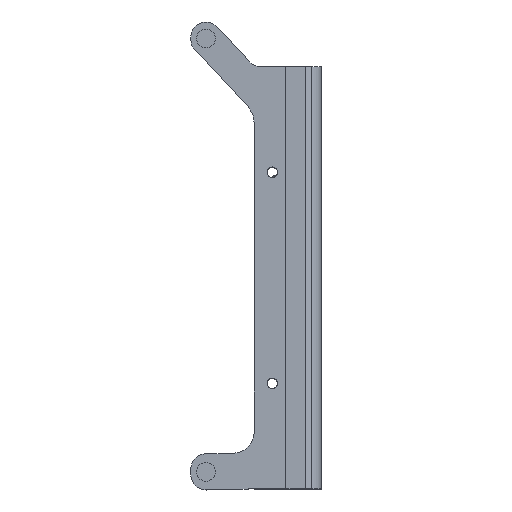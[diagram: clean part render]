
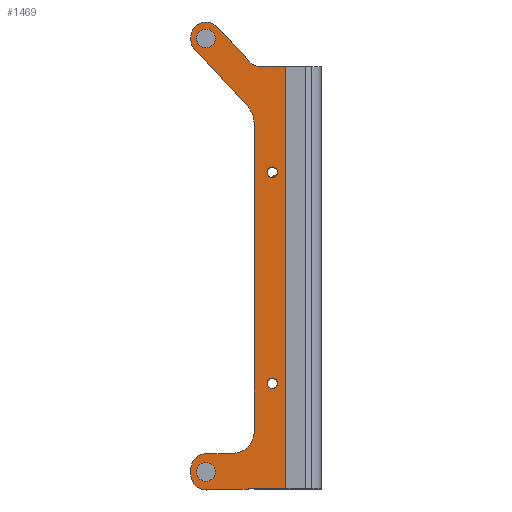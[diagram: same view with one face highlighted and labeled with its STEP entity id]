
A CAD part, top view. The second image highlights one B-rep face of the part: STEP entity #1469.
In plain terms, the highlighted face is planar.
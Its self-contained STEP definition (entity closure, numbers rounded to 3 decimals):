
#69=FACE_BOUND('',#540,.T.);
#70=FACE_BOUND('',#541,.T.);
#71=FACE_BOUND('',#542,.T.);
#72=FACE_BOUND('',#543,.T.);
#147=LINE('',#2805,#278);
#161=LINE('',#2836,#292);
#164=LINE('',#2843,#295);
#165=LINE('',#2844,#296);
#166=LINE('',#2848,#297);
#167=LINE('',#2852,#298);
#168=LINE('',#2856,#299);
#169=LINE('',#2861,#300);
#170=LINE('',#2865,#301);
#171=LINE('',#2868,#302);
#278=VECTOR('',#1905,1000.);
#292=VECTOR('',#1925,1000.);
#295=VECTOR('',#1930,1000.);
#296=VECTOR('',#1931,1000.);
#297=VECTOR('',#1934,1000.);
#298=VECTOR('',#1937,1000.);
#299=VECTOR('',#1940,1000.);
#300=VECTOR('',#1945,1000.);
#301=VECTOR('',#1948,1000.);
#302=VECTOR('',#1951,1000.);
#371=PLANE('',#1616);
#446=FACE_OUTER_BOUND('',#539,.T.);
#539=EDGE_LOOP('',(#1195,#1196,#1197,#1198,#1199,#1200,#1201,#1202,#1203,
#1204,#1205,#1206,#1207,#1208,#1209,#1210,#1211));
#540=EDGE_LOOP('',(#1212));
#541=EDGE_LOOP('',(#1213));
#542=EDGE_LOOP('',(#1214));
#543=EDGE_LOOP('',(#1215));
#629=CIRCLE('',#1570,3.1);
#631=CIRCLE('',#1573,3.1);
#633=CIRCLE('',#1576,1.75);
#635=CIRCLE('',#1579,1.75);
#657=CIRCLE('',#1617,5.);
#658=CIRCLE('',#1618,5.);
#659=CIRCLE('',#1619,5.);
#660=CIRCLE('',#1620,8.648);
#661=CIRCLE('',#1621,7.);
#662=CIRCLE('',#1622,5.);
#663=CIRCLE('',#1623,5.);
#719=VERTEX_POINT('',#2704);
#721=VERTEX_POINT('',#2710);
#723=VERTEX_POINT('',#2716);
#725=VERTEX_POINT('',#2722);
#753=VERTEX_POINT('',#2802);
#754=VERTEX_POINT('',#2804);
#767=VERTEX_POINT('',#2833);
#768=VERTEX_POINT('',#2835);
#770=VERTEX_POINT('',#2841);
#771=VERTEX_POINT('',#2842);
#772=VERTEX_POINT('',#2845);
#773=VERTEX_POINT('',#2847);
#774=VERTEX_POINT('',#2849);
#775=VERTEX_POINT('',#2851);
#776=VERTEX_POINT('',#2853);
#777=VERTEX_POINT('',#2855);
#778=VERTEX_POINT('',#2858);
#779=VERTEX_POINT('',#2860);
#780=VERTEX_POINT('',#2862);
#781=VERTEX_POINT('',#2864);
#782=VERTEX_POINT('',#2866);
#870=EDGE_CURVE('',#719,#719,#629,.T.);
#873=EDGE_CURVE('',#721,#721,#631,.T.);
#876=EDGE_CURVE('',#723,#723,#633,.T.);
#879=EDGE_CURVE('',#725,#725,#635,.T.);
#918=EDGE_CURVE('',#754,#753,#147,.T.);
#933=EDGE_CURVE('',#768,#767,#161,.T.);
#936=EDGE_CURVE('',#770,#771,#164,.T.);
#937=EDGE_CURVE('',#770,#768,#165,.T.);
#938=EDGE_CURVE('',#767,#772,#657,.T.);
#939=EDGE_CURVE('',#772,#773,#166,.T.);
#940=EDGE_CURVE('',#773,#774,#658,.T.);
#941=EDGE_CURVE('',#774,#775,#167,.T.);
#942=EDGE_CURVE('',#775,#776,#659,.T.);
#943=EDGE_CURVE('',#776,#777,#168,.T.);
#944=EDGE_CURVE('',#777,#754,#660,.T.);
#945=EDGE_CURVE('',#753,#778,#661,.T.);
#946=EDGE_CURVE('',#778,#779,#169,.T.);
#947=EDGE_CURVE('',#779,#780,#662,.T.);
#948=EDGE_CURVE('',#780,#781,#170,.T.);
#949=EDGE_CURVE('',#781,#782,#663,.T.);
#950=EDGE_CURVE('',#782,#771,#171,.T.);
#1195=ORIENTED_EDGE('',*,*,#936,.F.);
#1196=ORIENTED_EDGE('',*,*,#937,.T.);
#1197=ORIENTED_EDGE('',*,*,#933,.T.);
#1198=ORIENTED_EDGE('',*,*,#938,.T.);
#1199=ORIENTED_EDGE('',*,*,#939,.T.);
#1200=ORIENTED_EDGE('',*,*,#940,.T.);
#1201=ORIENTED_EDGE('',*,*,#941,.T.);
#1202=ORIENTED_EDGE('',*,*,#942,.T.);
#1203=ORIENTED_EDGE('',*,*,#943,.T.);
#1204=ORIENTED_EDGE('',*,*,#944,.T.);
#1205=ORIENTED_EDGE('',*,*,#918,.T.);
#1206=ORIENTED_EDGE('',*,*,#945,.T.);
#1207=ORIENTED_EDGE('',*,*,#946,.T.);
#1208=ORIENTED_EDGE('',*,*,#947,.T.);
#1209=ORIENTED_EDGE('',*,*,#948,.T.);
#1210=ORIENTED_EDGE('',*,*,#949,.T.);
#1211=ORIENTED_EDGE('',*,*,#950,.T.);
#1212=ORIENTED_EDGE('',*,*,#870,.F.);
#1213=ORIENTED_EDGE('',*,*,#873,.F.);
#1214=ORIENTED_EDGE('',*,*,#876,.F.);
#1215=ORIENTED_EDGE('',*,*,#879,.F.);
#1469=ADVANCED_FACE('',(#446,#69,#70,#71,#72),#371,.F.);
#1570=AXIS2_PLACEMENT_3D('',#2706,#1798,#1799);
#1573=AXIS2_PLACEMENT_3D('',#2712,#1805,#1806);
#1576=AXIS2_PLACEMENT_3D('',#2718,#1812,#1813);
#1579=AXIS2_PLACEMENT_3D('',#2724,#1819,#1820);
#1616=AXIS2_PLACEMENT_3D('',#2840,#1928,#1929);
#1617=AXIS2_PLACEMENT_3D('',#2846,#1932,#1933);
#1618=AXIS2_PLACEMENT_3D('',#2850,#1935,#1936);
#1619=AXIS2_PLACEMENT_3D('',#2854,#1938,#1939);
#1620=AXIS2_PLACEMENT_3D('',#2857,#1941,#1942);
#1621=AXIS2_PLACEMENT_3D('',#2859,#1943,#1944);
#1622=AXIS2_PLACEMENT_3D('',#2863,#1946,#1947);
#1623=AXIS2_PLACEMENT_3D('',#2867,#1949,#1950);
#1798=DIRECTION('center_axis',(-1.,0.,0.));
#1799=DIRECTION('ref_axis',(0.,0.,
1.));
#1805=DIRECTION('center_axis',(-1.,0.,0.));
#1806=DIRECTION('ref_axis',(0.,0.,
1.));
#1812=DIRECTION('center_axis',(-1.,0.,0.));
#1813=DIRECTION('ref_axis',(0.,0.,
1.));
#1819=DIRECTION('center_axis',(-1.,0.,0.));
#1820=DIRECTION('ref_axis',(0.,0.,-1.));
#1905=DIRECTION('',(0.,-1.,0.));
#1925=DIRECTION('',(0.,0.,-1.));
#1928=DIRECTION('center_axis',(1.,0.,0.));
#1929=DIRECTION('ref_axis',(0.,0.,-1.));
#1930=DIRECTION('',(0.,0.,-1.));
#1931=DIRECTION('',(0.,1.,0.));
#1932=DIRECTION('center_axis',(1.,0.,0.));
#1933=DIRECTION('ref_axis',(0.,0.,-1.));
#1934=DIRECTION('',(0.,0.731,-0.682));
#1935=DIRECTION('center_axis',(-1.,0.,0.));
#1936=DIRECTION('ref_axis',(0.,0.,-1.));
#1937=DIRECTION('',(0.,-1.,0.));
#1938=DIRECTION('center_axis',(-1.,0.,0.));
#1939=DIRECTION('ref_axis',(0.,0.,-1.));
#1940=DIRECTION('',(0.,-0.731,0.682));
#1941=DIRECTION('center_axis',(1.,0.,0.));
#1942=DIRECTION('ref_axis',(0.,0.,
1.));
#1943=DIRECTION('center_axis',(1.,0.,0.));
#1944=DIRECTION('ref_axis',(0.,0.,
1.));
#1945=DIRECTION('',(0.,-0.024,-1.));
#1946=DIRECTION('center_axis',(-1.,0.,0.));
#1947=DIRECTION('ref_axis',(0.,0.,-1.));
#1948=DIRECTION('',(0.,-1.,0.));
#1949=DIRECTION('center_axis',(-1.,0.,0.));
#1950=DIRECTION('ref_axis',(0.,0.,-1.));
#1951=DIRECTION('',(0.,0.024,1.));
#2704=CARTESIAN_POINT('',(-145.,111.887,-19.1));
#2706=CARTESIAN_POINT('Origin',(-145.,111.887,-16.));
#2710=CARTESIAN_POINT('',(-145.,-31.879,-19.1));
#2712=CARTESIAN_POINT('Origin',(-145.,-31.879,-16.));
#2716=CARTESIAN_POINT('',(-145.,67.5,4.25));
#2718=CARTESIAN_POINT('Origin',(-145.,67.5,6.));
#2722=CARTESIAN_POINT('',(-145.,-2.5,4.25));
#2724=CARTESIAN_POINT('Origin',(-145.,-2.5,6.));
#2802=CARTESIAN_POINT('',(-145.,-18.665,0.));
#2804=CARTESIAN_POINT('',(-145.,83.594,0.));
#2805=CARTESIAN_POINT('',(-145.,-37.5,0.));
#2833=CARTESIAN_POINT('',(-145.,102.5,2.174));
#2835=CARTESIAN_POINT('',(-145.,102.5,10.5));
#2836=CARTESIAN_POINT('',(-145.,102.5,22.2));
#2840=CARTESIAN_POINT('Origin',(-145.,-37.5,22.2));
#2841=CARTESIAN_POINT('',(-145.,-37.5,10.5));
#2842=CARTESIAN_POINT('',(-145.,-37.5,0.));
#2843=CARTESIAN_POINT('',(-145.,-37.5,22.2));
#2844=CARTESIAN_POINT('',(-145.,-49.546,10.5));
#2845=CARTESIAN_POINT('',(-145.,104.09,-1.483));
#2846=CARTESIAN_POINT('Origin',(-145.,107.5,2.174));
#2847=CARTESIAN_POINT('',(-145.,115.736,-12.343));
#2848=CARTESIAN_POINT('',(-145.,102.5,0.));
#2849=CARTESIAN_POINT('',(-145.,112.327,-21.));
#2850=CARTESIAN_POINT('Origin',(-145.,112.327,-16.));
#2851=CARTESIAN_POINT('',(-145.,111.489,-21.));
#2852=CARTESIAN_POINT('',(-145.,125.02,-21.));
#2853=CARTESIAN_POINT('',(-145.,108.079,-19.657));
#2854=CARTESIAN_POINT('Origin',(-145.,111.489,-16.));
#2855=CARTESIAN_POINT('',(-145.,89.491,-2.323));
#2856=CARTESIAN_POINT('',(-145.,109.52,-21.));
#2857=CARTESIAN_POINT('Origin',(-145.,83.594,-8.648));
#2858=CARTESIAN_POINT('',(-145.,-25.663,-6.833));
#2859=CARTESIAN_POINT('Origin',(-145.,-18.665,-7.));
#2860=CARTESIAN_POINT('',(-145.,-25.884,-16.119));
#2861=CARTESIAN_POINT('',(-145.,-26.,-21.));
#2862=CARTESIAN_POINT('',(-145.,-30.882,-21.));
#2863=CARTESIAN_POINT('Origin',(-145.,-30.882,-16.));
#2864=CARTESIAN_POINT('',(-145.,-32.88,-21.));
#2865=CARTESIAN_POINT('',(-145.,-38.,-21.));
#2866=CARTESIAN_POINT('',(-145.,-37.878,-15.881));
#2867=CARTESIAN_POINT('Origin',(-145.,-32.88,-16.));
#2868=CARTESIAN_POINT('',(-145.,-37.5,0.));
